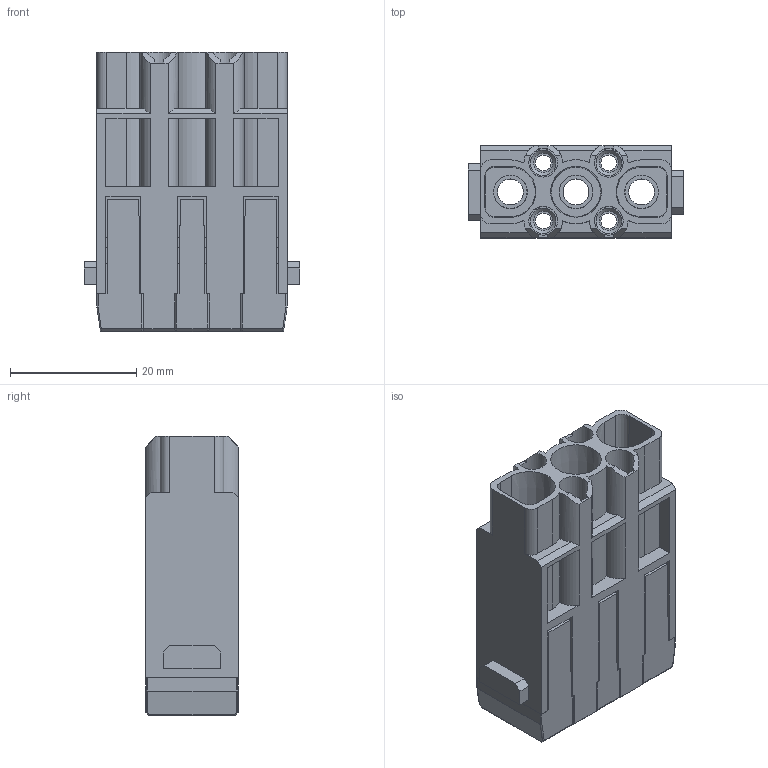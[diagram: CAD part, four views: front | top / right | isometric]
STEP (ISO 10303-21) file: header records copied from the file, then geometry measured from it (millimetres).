
FILE_DESCRIPTION(/* description */ (''),/* implementation_level */ '2;1');
FILE_NAME(/* name */ 'HMK-003&4-MC.stp',/* time_stamp */ '2023-09-18T16:11:53+08:00',/* author */ (''),/* organization */ (''),/* preprocessor_version */ 'ST-DEVELOPER v16',/* originating_system */ 'SIEMENS PLM Software NX 10.0',/* authorisation */ '');
FILE_SCHEMA (('AUTOMOTIVE_DESIGN { 1 0 10303 214 3 1 1 1 }'));
Length unit declared in the file: millimetre
Products named in the file (1): Admi16F8F3C4ytxq
Bounding box: 34.2 x 14.6 x 44.3 mm (x, y, z)
Volume: 9259.5 mm3; surface area: 15332.5 mm2
Topology: 1 solids, 3 shells, 607 faces, 1628 edges, 1016 vertices
Faces by surface type: plane 377, cylinder 149, cone 37, sphere 28, torus 10, bspline 6
Full cylindrical faces by diameter (mm): 2.5 x4, 3.05 x4, 3.3 x4, 3.4 x4, 4 x4, 4.1 x3, 4.55 x4, 6.3 x3, 6.45 x3
Entity records: 18434 total; most frequent: CARTESIAN_POINT 3278, DIRECTION 3180, ORIENTED_EDGE 3086, EDGE_CURVE 1543, LINE 1098, VECTOR 1098, AXIS2_PLACEMENT_3D 1041, VERTEX_POINT 995
